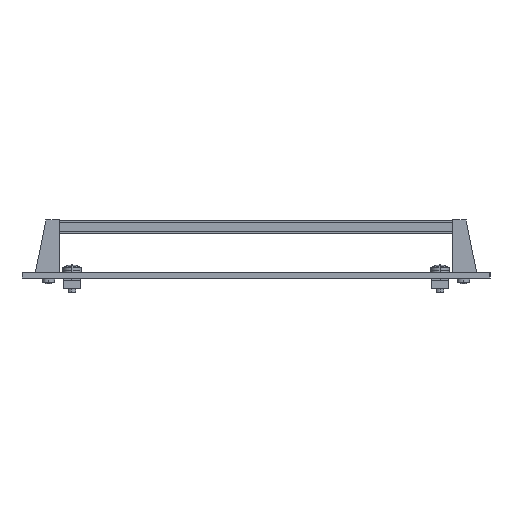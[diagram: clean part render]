
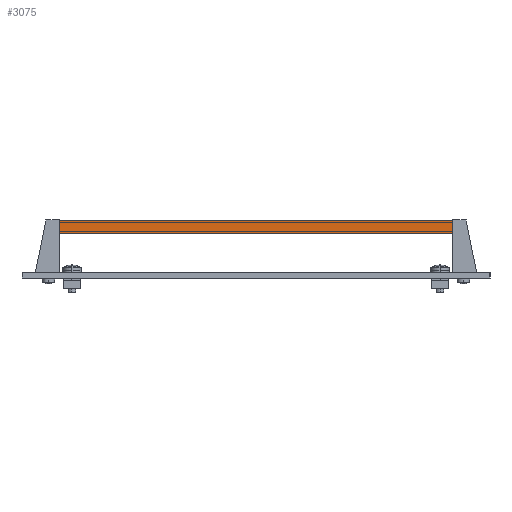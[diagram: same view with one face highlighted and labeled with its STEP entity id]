
A CAD part, left-side view. The second image highlights one B-rep face of the part: STEP entity #3075.
In plain terms, the highlighted planar face has unit normal (-1, 0, 0).
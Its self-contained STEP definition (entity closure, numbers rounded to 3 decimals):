
#397 = CARTESIAN_POINT ( 'NONE',  ( -215.9, -163.109, 39.5 ) ) ;
#751 = VECTOR ( 'NONE', #14691, 1000. ) ;
#917 = CARTESIAN_POINT ( 'NONE',  ( -215.9, -163.109, 39.5 ) ) ;
#2949 = LINE ( 'NONE', #6900, #751 ) ;
#3075 = ADVANCED_FACE ( 'NONE', ( #7450 ), #15128, .F. ) ;
#3121 = LINE ( 'NONE', #397, #15736 ) ;
#3313 = LINE ( 'NONE', #9881, #14342 ) ;
#3701 = VECTOR ( 'NONE', #13968, 1000. ) ;
#4765 = DIRECTION ( 'NONE',  ( 0., 0., -1. ) ) ;
#4905 = LINE ( 'NONE', #15410, #3701 ) ;
#5478 = CARTESIAN_POINT ( 'NONE',  ( -215.9, -149.25, 39.5 ) ) ;
#6412 = DIRECTION ( 'NONE',  ( 0., 0., -1. ) ) ;
#6522 = VERTEX_POINT ( 'NONE', #9602 ) ;
#6801 = EDGE_CURVE ( 'NONE', #6522, #12322, #4905, .T. ) ;
#6900 = CARTESIAN_POINT ( 'NONE',  ( -215.9, 149.25, 39.5 ) ) ;
#7450 = FACE_OUTER_BOUND ( 'NONE', #12830, .T. ) ;
#7975 = DIRECTION ( 'NONE',  ( 0., 1., 0. ) ) ;
#8161 = EDGE_CURVE ( 'NONE', #8249, #12322, #2949, .T. ) ;
#8249 = VERTEX_POINT ( 'NONE', #15023 ) ;
#8816 = ORIENTED_EDGE ( 'NONE', *, *, #8161, .T. ) ;
#9292 = ORIENTED_EDGE ( 'NONE', *, *, #9925, .T. ) ;
#9602 = CARTESIAN_POINT ( 'NONE',  ( -215.9, -149.25, 29.7 ) ) ;
#9881 = CARTESIAN_POINT ( 'NONE',  ( -215.9, -149.25, 39.5 ) ) ;
#9925 = EDGE_CURVE ( 'NONE', #15196, #8249, #3121, .T. ) ;
#10491 = EDGE_CURVE ( 'NONE', #15196, #6522, #3313, .T. ) ;
#11512 = DIRECTION ( 'NONE',  ( 1., 0., 0. ) ) ;
#12051 = ORIENTED_EDGE ( 'NONE', *, *, #10491, .F. ) ;
#12322 = VERTEX_POINT ( 'NONE', #16744 ) ;
#12830 = EDGE_LOOP ( 'NONE', ( #12051, #9292, #8816, #15655 ) ) ;
#13968 = DIRECTION ( 'NONE',  ( 0., 1., 0. ) ) ;
#14074 = AXIS2_PLACEMENT_3D ( 'NONE', #917, #11512, #6412 ) ;
#14342 = VECTOR ( 'NONE', #4765, 1000. ) ;
#14691 = DIRECTION ( 'NONE',  ( 0., 0., -1. ) ) ;
#15023 = CARTESIAN_POINT ( 'NONE',  ( -215.9, 149.25, 39.5 ) ) ;
#15128 = PLANE ( 'NONE',  #14074 ) ;
#15196 = VERTEX_POINT ( 'NONE', #5478 ) ;
#15410 = CARTESIAN_POINT ( 'NONE',  ( -215.9, -163.109, 29.7 ) ) ;
#15655 = ORIENTED_EDGE ( 'NONE', *, *, #6801, .F. ) ;
#15736 = VECTOR ( 'NONE', #7975, 1000. ) ;
#16744 = CARTESIAN_POINT ( 'NONE',  ( -215.9, 149.25, 29.7 ) ) ;
